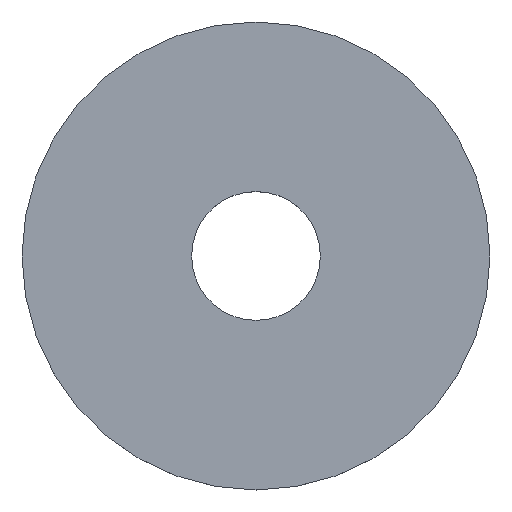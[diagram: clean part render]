
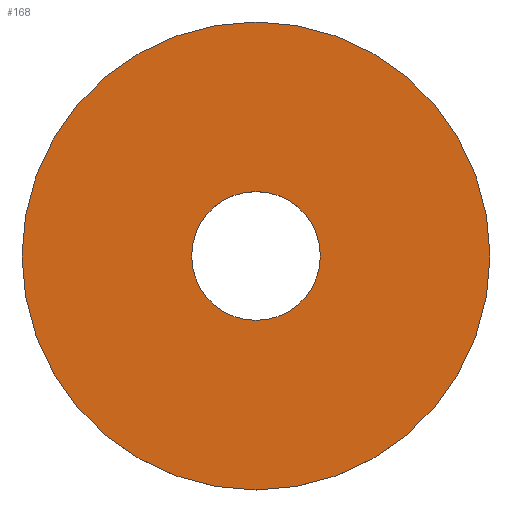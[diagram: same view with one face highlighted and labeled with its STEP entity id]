
A CAD part, top view. The second image highlights one B-rep face of the part: STEP entity #168.
In plain terms, the highlighted planar face has unit normal (0, 0, 1).
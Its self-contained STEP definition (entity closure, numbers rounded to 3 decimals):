
#8 = CIRCLE ( 'NONE', #87, 40. ) ;
#19 = DIRECTION ( 'NONE',  ( 0., 0., 1. ) ) ;
#21 = FACE_OUTER_BOUND ( 'NONE', #27, .T. ) ;
#27 = EDGE_LOOP ( 'NONE', ( #70 ) ) ;
#35 = DIRECTION ( 'NONE',  ( 0., -1., 0. ) ) ;
#48 = CARTESIAN_POINT ( 'NONE',  ( 0., 40., 2. ) ) ;
#58 = DIRECTION ( 'NONE',  ( 0., 1., 0. ) ) ;
#59 = PLANE ( 'NONE',  #69 ) ;
#61 = CARTESIAN_POINT ( 'NONE',  ( 0., 11., 2. ) ) ;
#63 = FACE_BOUND ( 'NONE', #153, .T. ) ;
#69 = AXIS2_PLACEMENT_3D ( 'NONE', #111, #19, #35 ) ;
#70 = ORIENTED_EDGE ( 'NONE', *, *, #148, .F. ) ;
#71 = CARTESIAN_POINT ( 'NONE',  ( 0., 0., 2. ) ) ;
#87 = AXIS2_PLACEMENT_3D ( 'NONE', #131, #155, #141 ) ;
#88 = VERTEX_POINT ( 'NONE', #48 ) ;
#111 = CARTESIAN_POINT ( 'NONE',  ( 0., 11., 2. ) ) ;
#119 = CIRCLE ( 'NONE', #130, 11. ) ;
#122 = DIRECTION ( 'NONE',  ( 0., 0., -1. ) ) ;
#130 = AXIS2_PLACEMENT_3D ( 'NONE', #71, #122, #58 ) ;
#131 = CARTESIAN_POINT ( 'NONE',  ( 0., 0., 2. ) ) ;
#140 = VERTEX_POINT ( 'NONE', #61 ) ;
#141 = DIRECTION ( 'NONE',  ( 0., 1., 0. ) ) ;
#146 = EDGE_CURVE ( 'NONE', #140, #140, #119, .T. ) ;
#148 = EDGE_CURVE ( 'NONE', #88, #88, #8, .T. ) ;
#153 = EDGE_LOOP ( 'NONE', ( #162 ) ) ;
#155 = DIRECTION ( 'NONE',  ( 0., 0., -1. ) ) ;
#162 = ORIENTED_EDGE ( 'NONE', *, *, #146, .T. ) ;
#168 = ADVANCED_FACE ( 'NONE', ( #63, #21 ), #59, .T. ) ;
